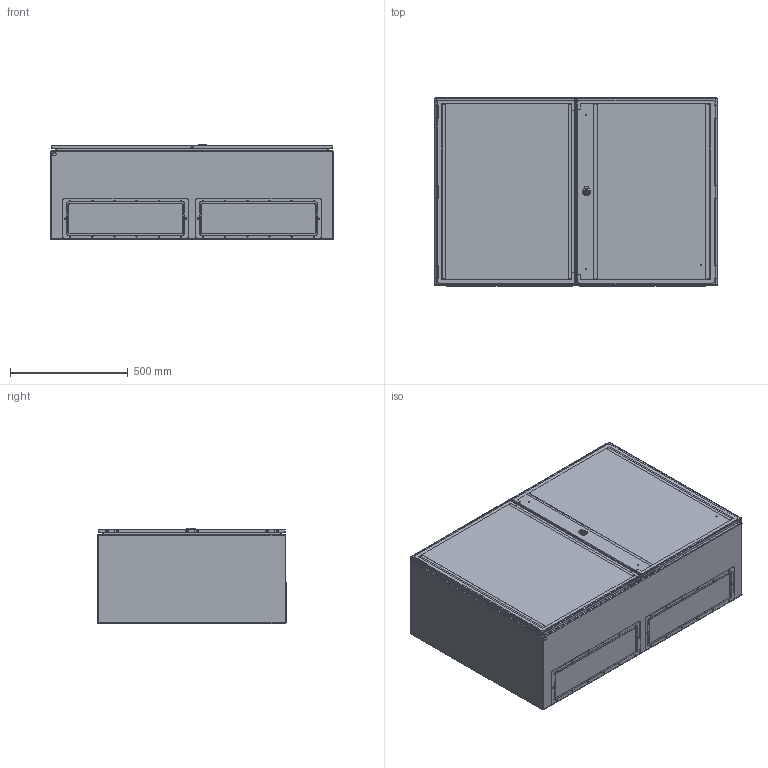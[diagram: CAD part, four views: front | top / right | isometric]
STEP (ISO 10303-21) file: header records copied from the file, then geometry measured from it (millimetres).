
FILE_DESCRIPTION(/* description */ (''),/* implementation_level */ '2;1');
FILE_NAME(/* name */ 'GN8012040PD',/* time_stamp */ '2025-04-29T12:22:07+02:00',/* author */ (''),/* organization */ (''),/* preprocessor_version */ 'ST-DEVELOPER v19.4',/* originating_system */ 'SIEMENS PLM Software NX2212.8101',/* authorisation */ '');
FILE_SCHEMA (('INTEGRATED_CNC_SCHEMA'));
Length unit declared in the file: millimetre
Products named in the file (7): 501.P016.1004-01-PUERTA DOBLE S_ALA 1.5mm 800x600; 501.P017.1004-01-PUERTA DOBLE C_ALA 1.5mm 800x600; 501.P005.06-01-CIERRE 3 PUNTOS ALT.ARM_800; 501.P006.1026-01-PLACA DE MONTAJE_800x1200; 501.P003.1009-01-TAPA PASACABLES LISA; 501.P018.1009-01-FONDO 800x1200x400; 501.C016.1009-01-GN8012040PD
Assembly tree (7 placements, depth 2):
  501.C016.1009-01-GN8012040PD
    501.P018.1009-01-FONDO 800x1200x400
    501.P003.1009-01-TAPA PASACABLES LISA  x2
    501.P006.1026-01-PLACA DE MONTAJE_800x1200
    501.P005.06-01-CIERRE 3 PUNTOS ALT.ARM_800
    501.P017.1004-01-PUERTA DOBLE C_ALA 1.5mm 800x600
    501.P016.1004-01-PUERTA DOBLE S_ALA 1.5mm 800x600
Bounding box: 1200 x 802 x 406.3 mm (x, y, z)
Volume: 8106336.8 mm3; surface area: 9532921.2 mm2
Topology: 26 solids, 26 shells, 1244 faces, 3384 edges, 2179 vertices
Faces by surface type: cylinder 562, plane 528, bspline 61, sphere 40, torus 36, cone 17
Full cylindrical faces by diameter (mm): 3 x40, 3.5 x104, 6 x31, 8 x5, 9 x4, 10 x1, 15.1 x1, 16.25 x1, 19.3 x1
Entity records: 43515 total; most frequent: CARTESIAN_POINT 11652, DIRECTION 6068, ORIENTED_EDGE 5906, EDGE_CURVE 2953, AXIS2_PLACEMENT_3D 2278, VERTEX_POINT 2005, EDGE_LOOP 1770, LINE 1512
